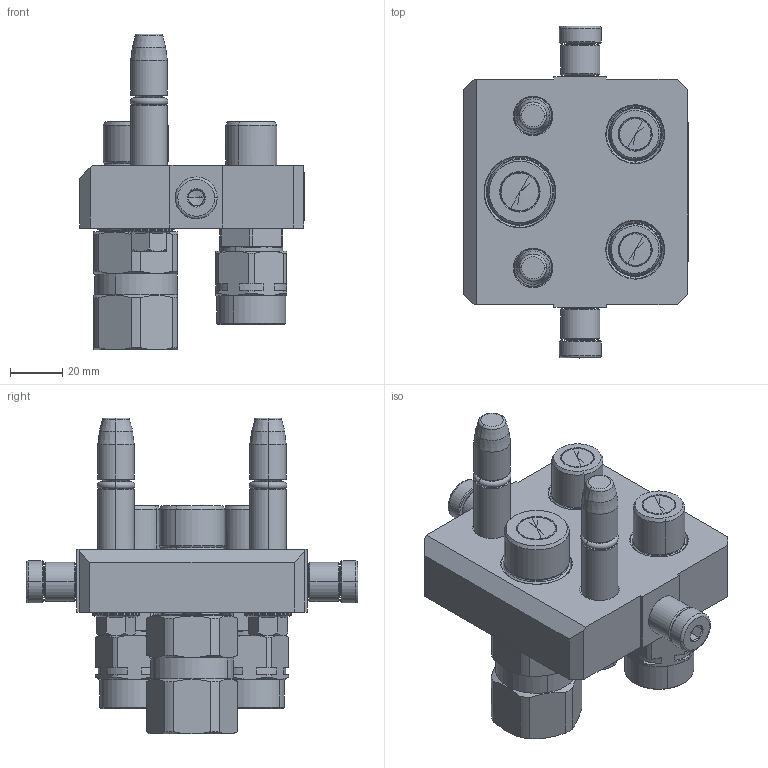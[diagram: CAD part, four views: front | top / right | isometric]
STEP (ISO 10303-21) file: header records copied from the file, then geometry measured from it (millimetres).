
FILE_DESCRIPTION (( 'STEP AP214' ), '1' );
FILE_NAME ('FASTER.step', '2024-10-04T07:12:59', ( '' ), ( '' ), 'SwSTEP 2.0', 'SolidWorks 2017', '' );
FILE_SCHEMA (( 'AUTOMOTIVE_DESIGN' ));
Length unit declared in the file: millimetre
Products named in the file (11): 2ffnp38_gas_m2v; P306_M_BASE; 4830_021_0000_000; 2ffnp12-18g_m; or2_62x9_19_m; FASTER; 4830_013_3000_030; 4830_028_1000_011; 1540_080_0008_000; et002; 4820_010_0000_001
Assembly tree (16 placements, depth 3):
  FASTER
    P306_M_BASE
      4820_010_0000_001
      4830_021_0000_000  x2
      1540_080_0008_000  x2
      4830_013_3000_030  x2
      4830_028_1000_011  x2
      or2_62x9_19_m  x2
    2ffnp12-18g_m
    2ffnp38_gas_m2v  x2
    et002
Bounding box: 85.8 x 126.6 x 120.5 mm (x, y, z)
Volume: 78054 mm3; surface area: 100899.1 mm2
Topology: 10 solids, 28 shells, 2251 faces, 5847 edges, 3755 vertices
Faces by surface type: plane 1290, cylinder 370, cone 357, bspline 142, torus 92
Entity records: 63350 total; most frequent: CARTESIAN_POINT 17288, ORIENTED_EDGE 9132, DIRECTION 8498, EDGE_CURVE 4583, VECTOR 3296, LINE 3296, VERTEX_POINT 2961, AXIS2_PLACEMENT_3D 2601
